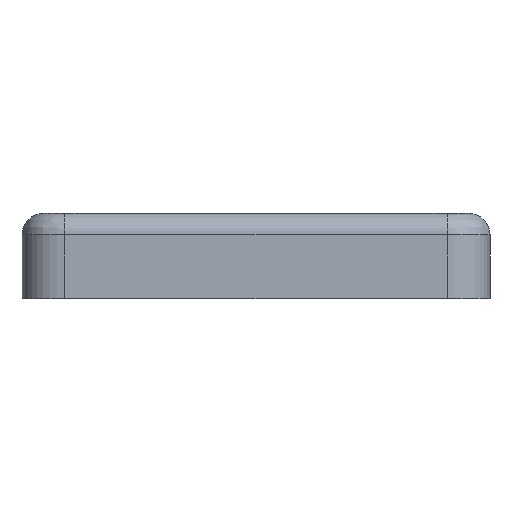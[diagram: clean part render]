
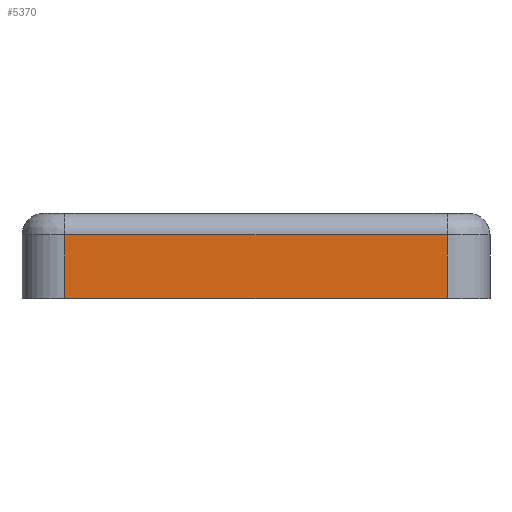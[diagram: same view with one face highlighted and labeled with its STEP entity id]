
A CAD part, front view. The second image highlights one B-rep face of the part: STEP entity #5370.
In plain terms, the highlighted planar face has unit normal (0, -1, 0).
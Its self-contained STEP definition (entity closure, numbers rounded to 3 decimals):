
#363=PLANE('',#5673);
#649=FACE_OUTER_BOUND('',#970,.T.);
#970=EDGE_LOOP('',(#4967,#4968,#4969,#4970));
#1398=LINE('',#9753,#1841);
#1409=LINE('',#9782,#1852);
#1413=LINE('',#9820,#1856);
#1414=LINE('',#9831,#1857);
#1841=VECTOR('',#6655,10.);
#1852=VECTOR('',#6686,10.);
#1856=VECTOR('',#6716,10.);
#1857=VECTOR('',#6719,10.);
#2583=VERTEX_POINT('',#9751);
#2584=VERTEX_POINT('',#9752);
#2592=VERTEX_POINT('',#9781);
#2595=VERTEX_POINT('',#9815);
#3360=EDGE_CURVE('',#2583,#2584,#1398,.T.);
#3375=EDGE_CURVE('',#2583,#2592,#1409,.T.);
#3387=EDGE_CURVE('',#2592,#2595,#1413,.T.);
#3388=EDGE_CURVE('',#2595,#2584,#1414,.T.);
#4967=ORIENTED_EDGE('',*,*,#3360,.T.);
#4968=ORIENTED_EDGE('',*,*,#3388,.F.);
#4969=ORIENTED_EDGE('',*,*,#3387,.F.);
#4970=ORIENTED_EDGE('',*,*,#3375,.F.);
#5370=ADVANCED_FACE('',(#649),#363,.T.);
#5673=AXIS2_PLACEMENT_3D('',#9830,#6717,#6718);
#6655=DIRECTION('',(1.,0.,0.));
#6686=DIRECTION('',(0.,0.,1.));
#6716=DIRECTION('',(1.,0.,0.));
#6717=DIRECTION('center_axis',(0.,-1.,0.));
#6718=DIRECTION('ref_axis',(1.,0.,0.));
#6719=DIRECTION('',(0.,0.,-1.));
#9751=CARTESIAN_POINT('',(-22.5,-55.,23.));
#9752=CARTESIAN_POINT('',(22.5,-55.,23.));
#9753=CARTESIAN_POINT('',(-13.75,-55.,23.));
#9781=CARTESIAN_POINT('',(-22.5,-55.,30.5));
#9782=CARTESIAN_POINT('',(-22.5,-55.,0.));
#9815=CARTESIAN_POINT('',(22.5,-55.,30.5));
#9820=CARTESIAN_POINT('',(-13.75,-55.,30.5));
#9830=CARTESIAN_POINT('Origin',(-27.5,-55.,0.));
#9831=CARTESIAN_POINT('',(22.5,-55.,0.));
